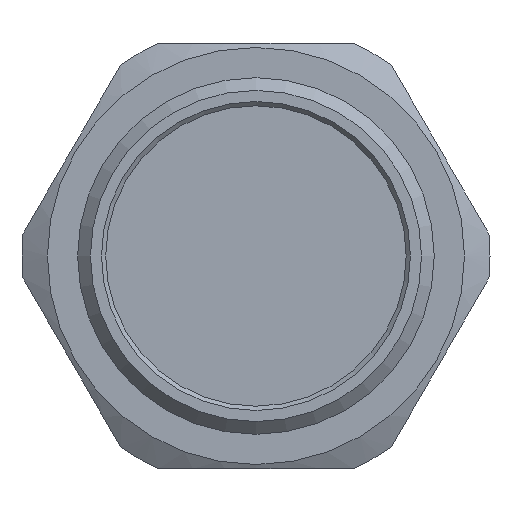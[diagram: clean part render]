
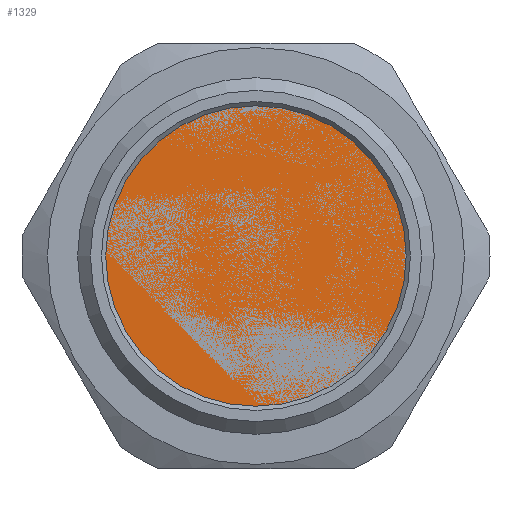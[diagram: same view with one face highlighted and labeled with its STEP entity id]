
A CAD part, front view. The second image highlights one B-rep face of the part: STEP entity #1329.
In plain terms, the highlighted planar face has unit normal (0, 1, 0).
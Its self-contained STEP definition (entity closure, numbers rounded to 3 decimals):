
#427=FACE_OUTER_BOUND('',#507,.T.);
#507=EDGE_LOOP('',(#1215));
#561=CIRCLE('',#1477,20.95);
#677=VERTEX_POINT('',#2334);
#857=EDGE_CURVE('',#677,#677,#561,.T.);
#1215=ORIENTED_EDGE('',*,*,#857,.T.);
#1255=PLANE('',#1476);
#1329=ADVANCED_FACE('',(#427),#1255,.T.);
#1476=AXIS2_PLACEMENT_3D('',#2333,#1807,#1808);
#1477=AXIS2_PLACEMENT_3D('',#2335,#1809,#1810);
#1807=DIRECTION('center_axis',(0.,1.,0.));
#1808=DIRECTION('ref_axis',(0.,0.,1.));
#1809=DIRECTION('center_axis',(0.,1.,0.));
#1810=DIRECTION('ref_axis',(1.,0.,0.));
#2333=CARTESIAN_POINT('Origin',(233.942,75.818,281.7));
#2334=CARTESIAN_POINT('',(212.992,75.818,281.7));
#2335=CARTESIAN_POINT('Origin',(233.942,75.818,281.7));
